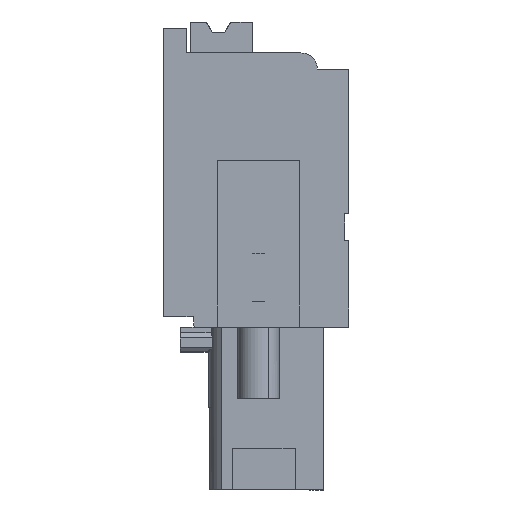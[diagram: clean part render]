
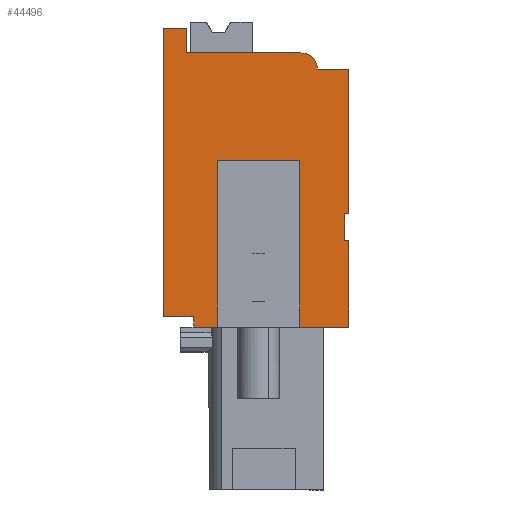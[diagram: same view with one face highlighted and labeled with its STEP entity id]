
A CAD part, left-side view. The second image highlights one B-rep face of the part: STEP entity #44496.
In plain terms, the highlighted planar face has unit normal (-1, 0, 0).
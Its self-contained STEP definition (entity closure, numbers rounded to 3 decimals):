
#6343=AXIS2_PLACEMENT_3D('Circle Axis2P3D',#6341,#6342,$) ;
#44474=AXIS2_PLACEMENT_3D('Plane Axis2P3D',#44471,#44472,#44473) ;
#234=CARTESIAN_POINT('Vertex',(3.3,7.545,8.4)) ;
#850=CARTESIAN_POINT('Vertex',(3.3,7.501,7.9)) ;
#853=CARTESIAN_POINT('Line Origine',(3.3,7.523,8.15)) ;
#1468=CARTESIAN_POINT('Vertex',(3.3,9.,8.4)) ;
#1476=CARTESIAN_POINT('Line Origine',(3.3,8.272,8.4)) ;
#1848=CARTESIAN_POINT('Line Origine',(3.3,9.,15.4)) ;
#1852=CARTESIAN_POINT('Vertex',(3.3,9.,22.4)) ;
#2645=CARTESIAN_POINT('Vertex',(3.3,7.85,22.4)) ;
#2653=CARTESIAN_POINT('Line Origine',(3.3,8.425,22.4)) ;
#2874=CARTESIAN_POINT('Vertex',(3.3,7.85,21.2)) ;
#2882=CARTESIAN_POINT('Line Origine',(3.3,7.85,21.8)) ;
#3026=CARTESIAN_POINT('Line Origine',(3.3,5.087,21.2)) ;
#3030=CARTESIAN_POINT('Vertex',(3.3,2.325,21.2)) ;
#6341=CARTESIAN_POINT('Axis2P3D Location',(3.3,2.325,20.4)) ;
#6345=CARTESIAN_POINT('Vertex',(3.3,1.525,20.4)) ;
#6922=CARTESIAN_POINT('Vertex',(3.3,0.,20.4)) ;
#6930=CARTESIAN_POINT('Line Origine',(3.3,0.763,20.4)) ;
#6977=CARTESIAN_POINT('Vertex',(3.3,0.,12.1)) ;
#6991=CARTESIAN_POINT('Vertex',(3.3,0.2,12.1)) ;
#6994=CARTESIAN_POINT('Line Origine',(3.3,0.1,12.1)) ;
#7022=CARTESIAN_POINT('Vertex',(3.3,0.2,13.4)) ;
#7025=CARTESIAN_POINT('Line Origine',(3.3,0.2,12.75)) ;
#7048=CARTESIAN_POINT('Vertex',(3.3,0.,13.4)) ;
#7051=CARTESIAN_POINT('Line Origine',(3.3,0.1,13.4)) ;
#7199=CARTESIAN_POINT('Line Origine',(3.3,0.,16.9)) ;
#7216=CARTESIAN_POINT('Line Origine',(3.3,0.,10.)) ;
#7220=CARTESIAN_POINT('Vertex',(3.3,0.,7.9)) ;
#13105=CARTESIAN_POINT('Line Origine',(3.3,1.187,7.9)) ;
#13109=CARTESIAN_POINT('Vertex',(3.3,2.375,7.9)) ;
#13130=CARTESIAN_POINT('Vertex',(3.3,6.375,7.9)) ;
#13133=CARTESIAN_POINT('Line Origine',(3.3,6.938,7.9)) ;
#44382=CARTESIAN_POINT('Vertex',(3.3,6.375,16.)) ;
#44396=CARTESIAN_POINT('Vertex',(3.3,2.375,16.)) ;
#44399=CARTESIAN_POINT('Line Origine',(3.3,4.375,16.)) ;
#44420=CARTESIAN_POINT('Line Origine',(3.3,6.375,11.95)) ;
#44459=CARTESIAN_POINT('Line Origine',(3.3,2.375,11.95)) ;
#44471=CARTESIAN_POINT('Axis2P3D Location',(3.3,0.,0.)) ;
#854=DIRECTION('Vector Direction',(0.,0.087,0.996)) ;
#1477=DIRECTION('Vector Direction',(0.,-1.,0.)) ;
#1849=DIRECTION('Vector Direction',(0.,0.,1.)) ;
#2654=DIRECTION('Vector Direction',(0.,-1.,0.)) ;
#2883=DIRECTION('Vector Direction',(0.,0.,-1.)) ;
#3027=DIRECTION('Vector Direction',(0.,-1.,0.)) ;
#6342=DIRECTION('Axis2P3D Direction',(-1.,-0.,0.)) ;
#6931=DIRECTION('Vector Direction',(0.,-1.,0.)) ;
#6995=DIRECTION('Vector Direction',(0.,-1.,0.)) ;
#7026=DIRECTION('Vector Direction',(0.,0.,1.)) ;
#7052=DIRECTION('Vector Direction',(0.,1.,0.)) ;
#7200=DIRECTION('Vector Direction',(0.,0.,1.)) ;
#7217=DIRECTION('Vector Direction',(0.,0.,1.)) ;
#13106=DIRECTION('Vector Direction',(0.,1.,0.)) ;
#13134=DIRECTION('Vector Direction',(0.,1.,0.)) ;
#44400=DIRECTION('Vector Direction',(0.,-1.,0.)) ;
#44421=DIRECTION('Vector Direction',(0.,0.,-1.)) ;
#44460=DIRECTION('Vector Direction',(0.,0.,1.)) ;
#44472=DIRECTION('Axis2P3D Direction',(-1.,0.,0.)) ;
#44473=DIRECTION('Axis2P3D XDirection',(0.,0.,1.)) ;
#855=VECTOR('Line Direction',#854,1.) ;
#1478=VECTOR('Line Direction',#1477,1.) ;
#1850=VECTOR('Line Direction',#1849,1.) ;
#2655=VECTOR('Line Direction',#2654,1.) ;
#2884=VECTOR('Line Direction',#2883,1.) ;
#3028=VECTOR('Line Direction',#3027,1.) ;
#6932=VECTOR('Line Direction',#6931,1.) ;
#6996=VECTOR('Line Direction',#6995,1.) ;
#7027=VECTOR('Line Direction',#7026,1.) ;
#7053=VECTOR('Line Direction',#7052,1.) ;
#7201=VECTOR('Line Direction',#7200,1.) ;
#7218=VECTOR('Line Direction',#7217,1.) ;
#13107=VECTOR('Line Direction',#13106,1.) ;
#13135=VECTOR('Line Direction',#13134,1.) ;
#44401=VECTOR('Line Direction',#44400,1.) ;
#44422=VECTOR('Line Direction',#44421,1.) ;
#44461=VECTOR('Line Direction',#44460,1.) ;
#44477=ORIENTED_EDGE('',*,*,#13111,.F.) ;
#44478=ORIENTED_EDGE('',*,*,#7222,.T.) ;
#44479=ORIENTED_EDGE('',*,*,#6998,.F.) ;
#44480=ORIENTED_EDGE('',*,*,#7029,.T.) ;
#44481=ORIENTED_EDGE('',*,*,#7055,.F.) ;
#44482=ORIENTED_EDGE('',*,*,#7203,.T.) ;
#44483=ORIENTED_EDGE('',*,*,#6934,.F.) ;
#44484=ORIENTED_EDGE('',*,*,#6347,.T.) ;
#44485=ORIENTED_EDGE('',*,*,#3032,.F.) ;
#44486=ORIENTED_EDGE('',*,*,#2886,.F.) ;
#44487=ORIENTED_EDGE('',*,*,#2657,.F.) ;
#44488=ORIENTED_EDGE('',*,*,#1854,.F.) ;
#44489=ORIENTED_EDGE('',*,*,#1480,.T.) ;
#44490=ORIENTED_EDGE('',*,*,#857,.F.) ;
#44491=ORIENTED_EDGE('',*,*,#13137,.F.) ;
#44492=ORIENTED_EDGE('',*,*,#44424,.F.) ;
#44493=ORIENTED_EDGE('',*,*,#44403,.T.) ;
#44494=ORIENTED_EDGE('',*,*,#44463,.F.) ;
#44496=ADVANCED_FACE('housing',(#44495),#44475,.T.) ;
#6344=CIRCLE('generated circle',#6343,0.8) ;
#857=EDGE_CURVE('',#851,#235,#856,.T.) ;
#1480=EDGE_CURVE('',#1469,#235,#1479,.T.) ;
#1854=EDGE_CURVE('',#1469,#1853,#1851,.T.) ;
#2657=EDGE_CURVE('',#1853,#2646,#2656,.T.) ;
#2886=EDGE_CURVE('',#2646,#2875,#2885,.T.) ;
#3032=EDGE_CURVE('',#2875,#3031,#3029,.T.) ;
#6347=EDGE_CURVE('',#6346,#3031,#6344,.T.) ;
#6934=EDGE_CURVE('',#6346,#6923,#6933,.T.) ;
#6998=EDGE_CURVE('',#6992,#6978,#6997,.T.) ;
#7029=EDGE_CURVE('',#6992,#7023,#7028,.T.) ;
#7055=EDGE_CURVE('',#7049,#7023,#7054,.T.) ;
#7203=EDGE_CURVE('',#7049,#6923,#7202,.T.) ;
#7222=EDGE_CURVE('',#7221,#6978,#7219,.T.) ;
#13111=EDGE_CURVE('',#7221,#13110,#13108,.T.) ;
#13137=EDGE_CURVE('',#13131,#851,#13136,.T.) ;
#44403=EDGE_CURVE('',#44383,#44397,#44402,.T.) ;
#44424=EDGE_CURVE('',#44383,#13131,#44423,.T.) ;
#44463=EDGE_CURVE('',#13110,#44397,#44462,.T.) ;
#44476=EDGE_LOOP('',(#44477,#44478,#44479,#44480,#44481,#44482,#44483,#44484,#44485,#44486,#44487,#44488,#44489,#44490,#44491,#44492,#44493,#44494)) ;
#44495=FACE_OUTER_BOUND('',#44476,.T.) ;
#856=LINE('Line',#853,#855) ;
#1479=LINE('Line',#1476,#1478) ;
#1851=LINE('Line',#1848,#1850) ;
#2656=LINE('Line',#2653,#2655) ;
#2885=LINE('Line',#2882,#2884) ;
#3029=LINE('Line',#3026,#3028) ;
#6933=LINE('Line',#6930,#6932) ;
#6997=LINE('Line',#6994,#6996) ;
#7028=LINE('Line',#7025,#7027) ;
#7054=LINE('Line',#7051,#7053) ;
#7202=LINE('Line',#7199,#7201) ;
#7219=LINE('Line',#7216,#7218) ;
#13108=LINE('Line',#13105,#13107) ;
#13136=LINE('Line',#13133,#13135) ;
#44402=LINE('Line',#44399,#44401) ;
#44423=LINE('Line',#44420,#44422) ;
#44462=LINE('Line',#44459,#44461) ;
#44475=PLANE('',#44474) ;
#235=VERTEX_POINT('',#234) ;
#851=VERTEX_POINT('',#850) ;
#1469=VERTEX_POINT('',#1468) ;
#1853=VERTEX_POINT('',#1852) ;
#2646=VERTEX_POINT('',#2645) ;
#2875=VERTEX_POINT('',#2874) ;
#3031=VERTEX_POINT('',#3030) ;
#6346=VERTEX_POINT('',#6345) ;
#6923=VERTEX_POINT('',#6922) ;
#6978=VERTEX_POINT('',#6977) ;
#6992=VERTEX_POINT('',#6991) ;
#7023=VERTEX_POINT('',#7022) ;
#7049=VERTEX_POINT('',#7048) ;
#7221=VERTEX_POINT('',#7220) ;
#13110=VERTEX_POINT('',#13109) ;
#13131=VERTEX_POINT('',#13130) ;
#44383=VERTEX_POINT('',#44382) ;
#44397=VERTEX_POINT('',#44396) ;
